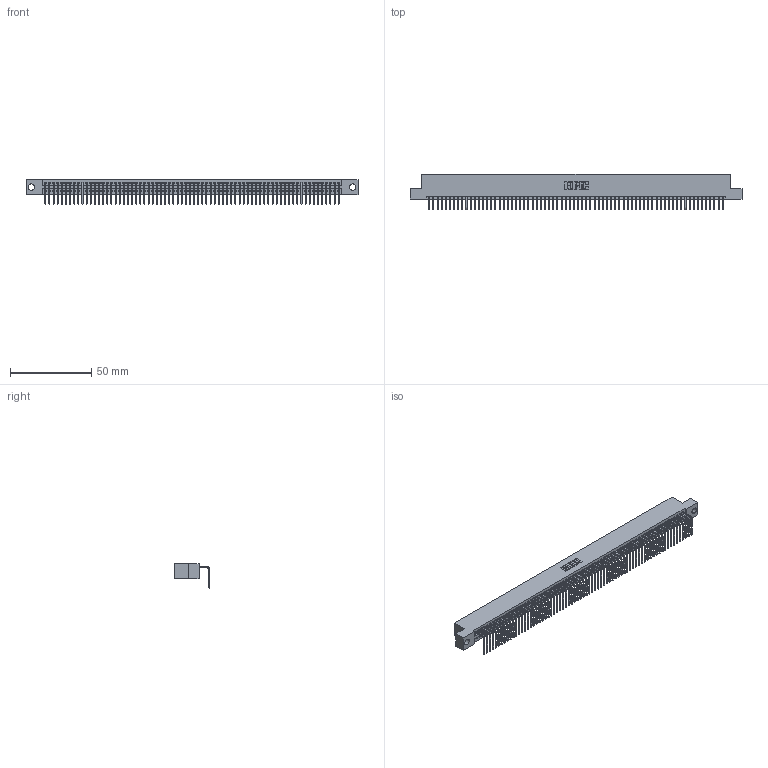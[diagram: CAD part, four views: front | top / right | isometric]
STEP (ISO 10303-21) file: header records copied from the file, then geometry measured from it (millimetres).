
FILE_DESCRIPTION (( 'STEP AP203' ), '1' );
FILE_NAME ('345-072-558-104.STEP', '2021-06-10T15:34:41', ( '' ), ( '' ), 'SwSTEP 2.0', 'SolidWorks 2020', '' );
FILE_SCHEMA (( 'CONFIG_CONTROL_DESIGN' ));
Length unit declared in the file: inch
Products named in the file (3): 345 Part_Flush Mounting Lugs - 0.156 Dia-TI; 345-072-558-104; 345-292-001_558 Tail - 2
Assembly tree (73 placements, depth 2):
  345-072-558-104
    345 Part_Flush Mounting Lugs - 0.156 Dia-TI
    345-292-001_558 Tail - 2  x72
Bounding box: 204.09 x 21.83 x 15.37 mm (x, y, z)
Volume: 19764.3 mm3; surface area: 27924.7 mm2
Topology: 73 solids, 73 shells, 4460 faces, 13481 edges, 8890 vertices
Faces by surface type: plane 3118, cylinder 1342
Entity records: 50653 total; most frequent: ORIENTED_EDGE 8786, CARTESIAN_POINT 8782, DIRECTION 7625, EDGE_CURVE 4393, VECTOR 3973, LINE 3973, VERTEX_POINT 2926, AXIS2_PLACEMENT_3D 1826
